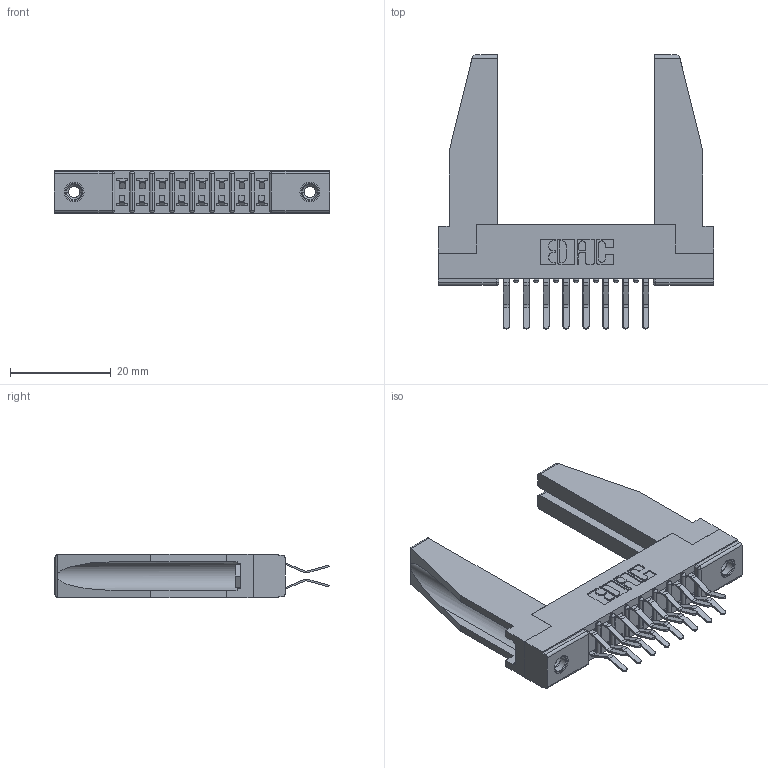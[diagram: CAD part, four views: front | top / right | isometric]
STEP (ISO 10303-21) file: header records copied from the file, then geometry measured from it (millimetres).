
FILE_DESCRIPTION (( 'STEP AP203' ), '1' );
FILE_NAME ('357-016-560-278.STEP', '2019-09-17T19:35:02', ( '' ), ( '' ), 'SwSTEP 2.0', 'SolidWorks 2016', '' );
FILE_SCHEMA (( 'CONFIG_CONTROL_DESIGN' ));
Length unit declared in the file: inch
Products named in the file (5): 307-220-078; 307-290-001_560; 307 Part_.156 Dia Mounting Holes; 357-016-560-278; 345-250-001_345-250-001-102
Assembly tree (21 placements, depth 2):
  357-016-560-278
    307 Part_.156 Dia Mounting Holes
    307-290-001_560  x16
    307-220-078  x2
    345-250-001_345-250-001-102  x2
Bounding box: 54.71 x 54.43 x 8.71 mm (x, y, z)
Volume: 7593.6 mm3; surface area: 9574 mm2
Topology: 21 solids, 21 shells, 1057 faces, 2925 edges, 1894 vertices
Faces by surface type: plane 682, cylinder 341, sphere 18, cone 12, torus 4
Entity records: 13849 total; most frequent: CARTESIAN_POINT 2286, ORIENTED_EDGE 2220, DIRECTION 2208, EDGE_CURVE 1110, VECTOR 840, LINE 840, VERTEX_POINT 720, AXIS2_PLACEMENT_3D 684
